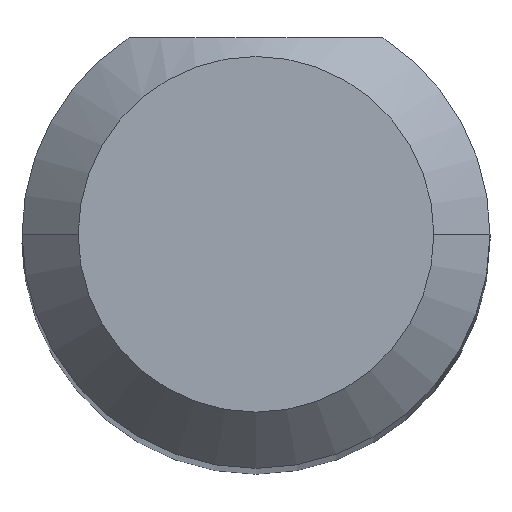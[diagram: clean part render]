
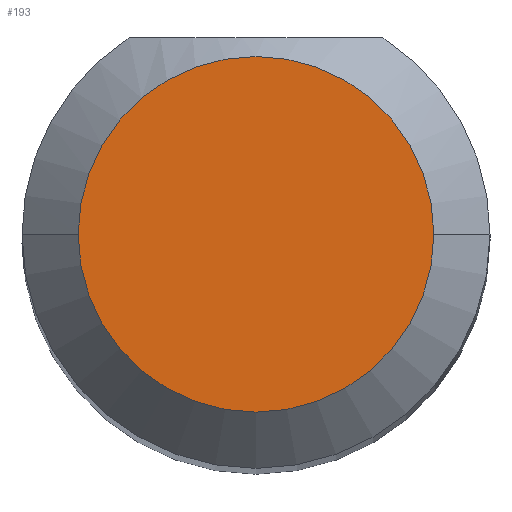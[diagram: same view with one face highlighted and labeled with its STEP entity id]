
A CAD part, top view. The second image highlights one B-rep face of the part: STEP entity #193.
In plain terms, the highlighted planar face has unit normal (0, 0, 1).
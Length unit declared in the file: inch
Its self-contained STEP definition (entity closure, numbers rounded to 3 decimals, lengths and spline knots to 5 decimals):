
#57 = EDGE_CURVE ( 'NONE', #220, #422, #563, .T. ) ;
#64 = FACE_OUTER_BOUND ( 'NONE', #348, .T. ) ;
#113 = DIRECTION ( 'NONE',  ( -1., 0., 0. ) ) ;
#146 = AXIS2_PLACEMENT_3D ( 'NONE', #206, #376, #113 ) ;
#148 = ORIENTED_EDGE ( 'NONE', *, *, #57, .F. ) ;
#187 = AXIS2_PLACEMENT_3D ( 'NONE', #211, #288, #505 ) ;
#191 = CARTESIAN_POINT ( 'NONE',  ( 0.2025, 0., 1.5 ) ) ;
#193 = ADVANCED_FACE ( 'NONE', ( #64 ), #412, .T. ) ;
#206 = CARTESIAN_POINT ( 'NONE',  ( 0.25, 0., 1.5 ) ) ;
#211 = CARTESIAN_POINT ( 'NONE',  ( 0.25, 0., 1.5 ) ) ;
#220 = VERTEX_POINT ( 'NONE', #191 ) ;
#263 = ORIENTED_EDGE ( 'NONE', *, *, #566, .F. ) ;
#274 = DIRECTION ( 'NONE',  ( 0., 0., -1. ) ) ;
#288 = DIRECTION ( 'NONE',  ( 0., 0., -1. ) ) ;
#295 = DIRECTION ( 'NONE',  ( -1., 0., 0. ) ) ;
#318 = CARTESIAN_POINT ( 'NONE',  ( 0.2975, 0., 1.5 ) ) ;
#348 = EDGE_LOOP ( 'NONE', ( #263, #148 ) ) ;
#376 = DIRECTION ( 'NONE',  ( 0., 0., 1. ) ) ;
#407 = AXIS2_PLACEMENT_3D ( 'NONE', #481, #274, #295 ) ;
#412 = PLANE ( 'NONE',  #146 ) ;
#422 = VERTEX_POINT ( 'NONE', #318 ) ;
#481 = CARTESIAN_POINT ( 'NONE',  ( 0.25, 0., 1.5 ) ) ;
#505 = DIRECTION ( 'NONE',  ( -1., 0., 0. ) ) ;
#563 = CIRCLE ( 'NONE', #407, 0.0475 ) ;
#564 = CIRCLE ( 'NONE', #187, 0.0475 ) ;
#566 = EDGE_CURVE ( 'NONE', #422, #220, #564, .T. ) ;
